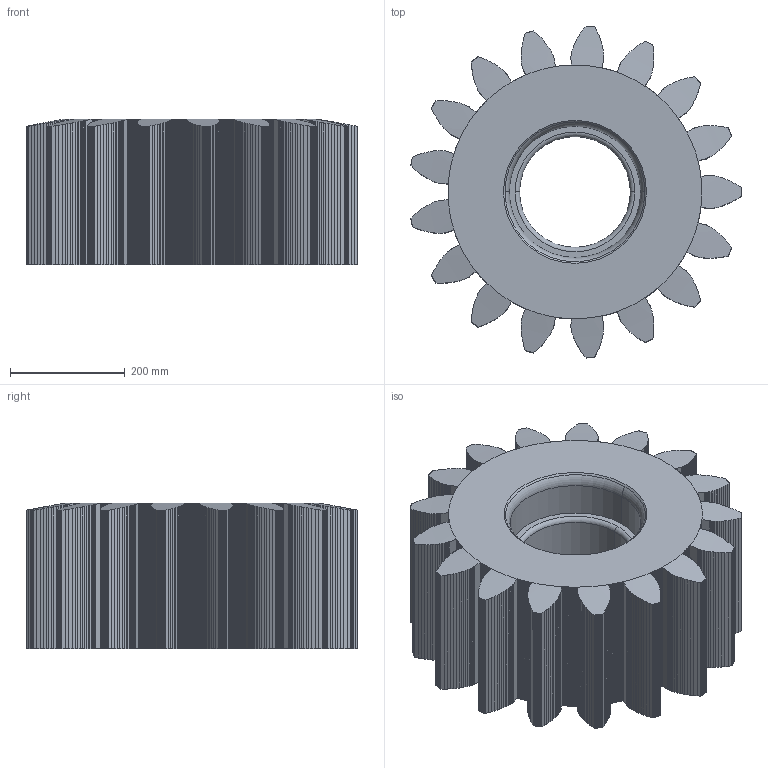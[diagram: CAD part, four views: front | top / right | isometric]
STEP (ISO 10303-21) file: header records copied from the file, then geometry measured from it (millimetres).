
FILE_DESCRIPTION((''),'2;1');
FILE_NAME('PLANET_UFCC17__DR5_MD_ARM','2025-10-05T11:39:26',('ricca'),(''),'CREO PARAMETRIC BY PTC INC, 2022073','CREO PARAMETRIC BY PTC INC, 2022073','');
FILE_SCHEMA(('CONFIG_CONTROL_DESIGN'));
Length unit declared in the file: inch
Products named in the file (1): PLANET_UFCC17__DR5_MD_ARM
Bounding box: 575.47 x 577.84 x 254 mm (x, y, z)
Volume: 42653980.4 mm3; surface area: 1323886.9 mm2
Topology: 1 solids, 1 shells, 1365 faces, 4037 edges, 2676 vertices
Faces by surface type: plane 1330, cone 21, torus 8, cylinder 6
Entity records: 45778 total; most frequent: CARTESIAN_POINT 11158, ORIENTED_EDGE 8074, DIRECTION 5847, EDGE_CURVE 4037, VECTOR 3019, LINE 3019, VERTEX_POINT 2676, AXIS2_PLACEMENT_3D 1414
